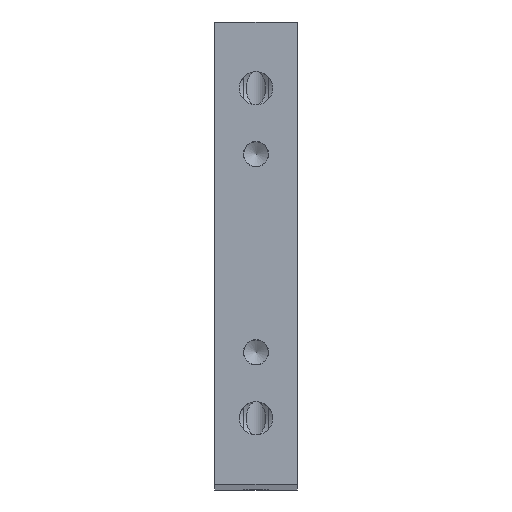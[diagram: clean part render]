
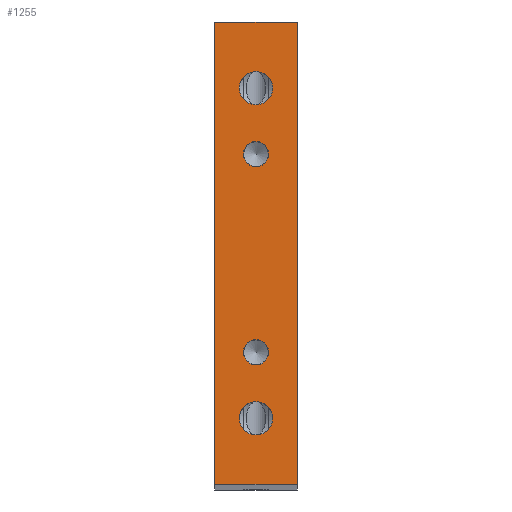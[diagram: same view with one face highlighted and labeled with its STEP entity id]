
A CAD part, top view. The second image highlights one B-rep face of the part: STEP entity #1255.
In plain terms, the highlighted planar face has unit normal (0, 0, 1).
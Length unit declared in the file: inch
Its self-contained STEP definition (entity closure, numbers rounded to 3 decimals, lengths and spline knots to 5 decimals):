
#37=PLANE('',#1429);
#78=FACE_BOUND('',#248,.T.);
#79=FACE_BOUND('',#249,.T.);
#80=FACE_BOUND('',#250,.T.);
#81=FACE_BOUND('',#251,.T.);
#163=FACE_OUTER_BOUND('',#247,.T.);
#247=EDGE_LOOP('',(#1124,#1125,#1126,#1127));
#248=EDGE_LOOP('',(#1128,#1129));
#249=EDGE_LOOP('',(#1130,#1131));
#250=EDGE_LOOP('',(#1132,#1133));
#251=EDGE_LOOP('',(#1134,#1135));
#323=LINE('',#2383,#395);
#328=LINE('',#2393,#400);
#329=LINE('',#2396,#401);
#330=LINE('',#2397,#402);
#395=VECTOR('',#1795,0.3937);
#400=VECTOR('',#1804,0.3937);
#401=VECTOR('',#1807,0.3937);
#402=VECTOR('',#1808,0.3937);
#423=CIRCLE('',#1306,0.126);
#424=CIRCLE('',#1307,0.126);
#447=CIRCLE('',#1340,0.126);
#448=CIRCLE('',#1341,0.126);
#487=CIRCLE('',#1410,0.0955);
#488=CIRCLE('',#1411,0.0955);
#494=CIRCLE('',#1421,0.0955);
#495=CIRCLE('',#1422,0.0955);
#523=VERTEX_POINT('',#1991);
#524=VERTEX_POINT('',#1992);
#553=VERTEX_POINT('',#2177);
#554=VERTEX_POINT('',#2178);
#610=VERTEX_POINT('',#2344);
#611=VERTEX_POINT('',#2345);
#618=VERTEX_POINT('',#2366);
#619=VERTEX_POINT('',#2367);
#620=VERTEX_POINT('',#2376);
#623=VERTEX_POINT('',#2381);
#626=VERTEX_POINT('',#2391);
#627=VERTEX_POINT('',#2395);
#662=EDGE_CURVE('',#523,#524,#423,.T.);
#663=EDGE_CURVE('',#524,#523,#424,.T.);
#702=EDGE_CURVE('',#553,#554,#447,.T.);
#703=EDGE_CURVE('',#554,#553,#448,.T.);
#782=EDGE_CURVE('',#610,#611,#487,.T.);
#783=EDGE_CURVE('',#611,#610,#488,.T.);
#792=EDGE_CURVE('',#618,#619,#494,.T.);
#793=EDGE_CURVE('',#619,#618,#495,.T.);
#799=EDGE_CURVE('',#623,#620,#323,.T.);
#804=EDGE_CURVE('',#623,#626,#328,.T.);
#805=EDGE_CURVE('',#627,#626,#329,.T.);
#806=EDGE_CURVE('',#620,#627,#330,.T.);
#1124=ORIENTED_EDGE('',*,*,#804,.T.);
#1125=ORIENTED_EDGE('',*,*,#805,.F.);
#1126=ORIENTED_EDGE('',*,*,#806,.F.);
#1127=ORIENTED_EDGE('',*,*,#799,.F.);
#1128=ORIENTED_EDGE('',*,*,#782,.T.);
#1129=ORIENTED_EDGE('',*,*,#783,.T.);
#1130=ORIENTED_EDGE('',*,*,#792,.T.);
#1131=ORIENTED_EDGE('',*,*,#793,.T.);
#1132=ORIENTED_EDGE('',*,*,#662,.T.);
#1133=ORIENTED_EDGE('',*,*,#663,.T.);
#1134=ORIENTED_EDGE('',*,*,#702,.T.);
#1135=ORIENTED_EDGE('',*,*,#703,.T.);
#1255=ADVANCED_FACE('',(#163,#78,#79,#80,#81),#37,.T.);
#1306=AXIS2_PLACEMENT_3D('',#1993,#1497,#1498);
#1307=AXIS2_PLACEMENT_3D('',#1994,#1499,#1500);
#1340=AXIS2_PLACEMENT_3D('',#2179,#1573,#1574);
#1341=AXIS2_PLACEMENT_3D('',#2180,#1575,#1576);
#1410=AXIS2_PLACEMENT_3D('',#2346,#1753,#1754);
#1411=AXIS2_PLACEMENT_3D('',#2347,#1755,#1756);
#1421=AXIS2_PLACEMENT_3D('',#2368,#1778,#1779);
#1422=AXIS2_PLACEMENT_3D('',#2369,#1780,#1781);
#1429=AXIS2_PLACEMENT_3D('',#2394,#1805,#1806);
#1497=DIRECTION('center_axis',(0.,0.,-1.));
#1498=DIRECTION('ref_axis',(1.,0.,0.));
#1499=DIRECTION('center_axis',(0.,0.,-1.));
#1500=DIRECTION('ref_axis',(1.,0.,0.));
#1573=DIRECTION('center_axis',(0.,0.,-1.));
#1574=DIRECTION('ref_axis',(1.,0.,0.));
#1575=DIRECTION('center_axis',(0.,0.,-1.));
#1576=DIRECTION('ref_axis',(1.,0.,0.));
#1753=DIRECTION('center_axis',(0.,0.,-1.));
#1754=DIRECTION('ref_axis',(1.,0.,0.));
#1755=DIRECTION('center_axis',(0.,0.,-1.));
#1756=DIRECTION('ref_axis',(1.,0.,0.));
#1778=DIRECTION('center_axis',(0.,0.,-1.));
#1779=DIRECTION('ref_axis',(1.,0.,0.));
#1780=DIRECTION('center_axis',(0.,0.,-1.));
#1781=DIRECTION('ref_axis',(1.,0.,0.));
#1795=DIRECTION('',(0.,1.,0.));
#1804=DIRECTION('',(1.,0.,0.));
#1805=DIRECTION('center_axis',(0.,0.,1.));
#1806=DIRECTION('ref_axis',(0.,-1.,0.));
#1807=DIRECTION('',(0.,-1.,0.));
#1808=DIRECTION('',(1.,0.,0.));
#1991=CARTESIAN_POINT('',(0.126,1.25,12.25));
#1992=CARTESIAN_POINT('',(-0.126,1.25,12.25));
#1993=CARTESIAN_POINT('Origin',(0.,1.25,12.25));
#1994=CARTESIAN_POINT('Origin',(0.,1.25,12.25));
#2177=CARTESIAN_POINT('',(0.126,-1.25,12.25));
#2178=CARTESIAN_POINT('',(-0.126,-1.25,12.25));
#2179=CARTESIAN_POINT('Origin',(0.,-1.25,12.25));
#2180=CARTESIAN_POINT('Origin',(0.,-1.25,12.25));
#2344=CARTESIAN_POINT('',(0.0955,0.75,12.25));
#2345=CARTESIAN_POINT('',(-0.0955,0.75,12.25));
#2346=CARTESIAN_POINT('Origin',(0.,0.75,12.25));
#2347=CARTESIAN_POINT('Origin',(0.,0.75,12.25));
#2366=CARTESIAN_POINT('',(0.0955,-0.75,12.25));
#2367=CARTESIAN_POINT('',(-0.0955,-0.75,12.25));
#2368=CARTESIAN_POINT('Origin',(0.,-0.75,12.25));
#2369=CARTESIAN_POINT('Origin',(0.,-0.75,12.25));
#2376=CARTESIAN_POINT('',(-0.3125,1.75,12.25));
#2381=CARTESIAN_POINT('',(-0.3125,-1.75,12.25));
#2383=CARTESIAN_POINT('',(-0.3125,1.75,12.25));
#2391=CARTESIAN_POINT('',(0.3125,-1.75,12.25));
#2393=CARTESIAN_POINT('',(0.,-1.75,12.25));
#2394=CARTESIAN_POINT('Origin',(0.,1.75,12.25));
#2395=CARTESIAN_POINT('',(0.3125,1.75,12.25));
#2396=CARTESIAN_POINT('',(0.3125,1.75,12.25));
#2397=CARTESIAN_POINT('',(0.,1.75,12.25));
